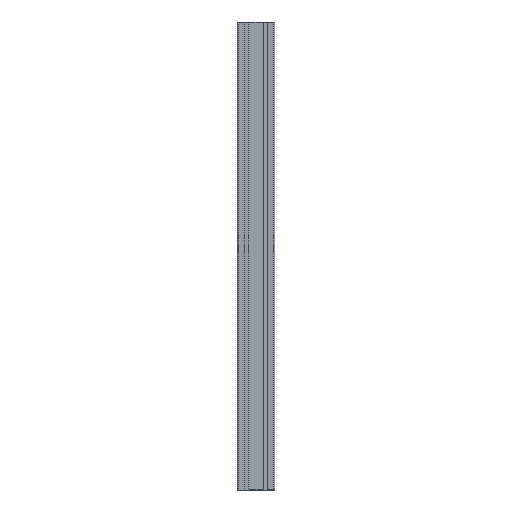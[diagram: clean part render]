
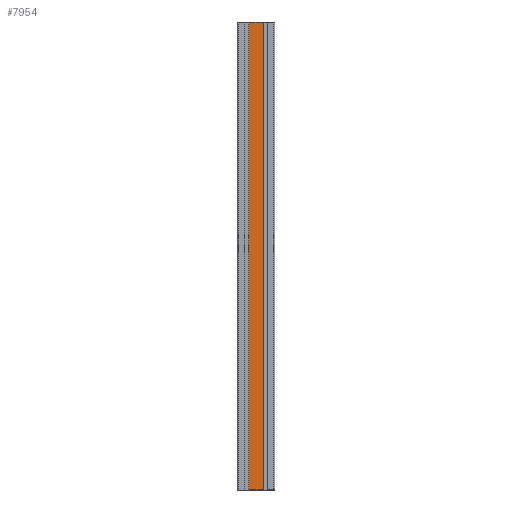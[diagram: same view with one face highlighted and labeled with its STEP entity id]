
A CAD part, front view. The second image highlights one B-rep face of the part: STEP entity #7954.
In plain terms, the highlighted planar face has unit normal (0, -1, 0).
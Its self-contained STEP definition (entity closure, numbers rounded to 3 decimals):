
#4120=ORIENTED_EDGE('',*,*,#5761,.T.);
#4121=ORIENTED_EDGE('',*,*,#5762,.F.);
#4122=ORIENTED_EDGE('',*,*,#5758,.F.);
#4123=ORIENTED_EDGE('',*,*,#5763,.T.);
#4788=VECTOR('',#6580,1.);
#4791=VECTOR('',#6585,1.);
#4792=VECTOR('',#6586,1.);
#4793=VECTOR('',#6587,1.);
#5144=LINE('',#7308,#4788);
#5147=LINE('',#7314,#4791);
#5148=LINE('',#7315,#4792);
#5149=LINE('',#7316,#4793);
#5432=VERTEX_POINT('',#7306);
#5433=VERTEX_POINT('',#7307);
#5434=VERTEX_POINT('',#7312);
#5435=VERTEX_POINT('',#7313);
#5758=EDGE_CURVE('',#5432,#5433,#5144,.T.);
#5761=EDGE_CURVE('',#5434,#5435,#5147,.T.);
#5762=EDGE_CURVE('',#5433,#5435,#5148,.T.);
#5763=EDGE_CURVE('',#5432,#5434,#5149,.T.);
#5984=EDGE_LOOP('',(#4120,#4121,#4122,#4123));
#6128=FACE_BOUND('',#5984,.T.);
#6580=DIRECTION('',(-1000.,0.,0.));
#6583=DIRECTION('',(0.,-1.,0.));
#6584=DIRECTION('',(-1.,0.,0.));
#6585=DIRECTION('',(-1000.,0.,0.));
#6586=DIRECTION('',(0.,0.,31.8));
#6587=DIRECTION('',(0.,0.,31.8));
#7306=CARTESIAN_POINT('',(1000.,-20.,-15.9));
#7307=CARTESIAN_POINT('',(0.,-20.,-15.9));
#7308=CARTESIAN_POINT('',(1000.,-20.,-15.9));
#7311=CARTESIAN_POINT('',(1000.,-20.,15.9));
#7312=CARTESIAN_POINT('',(1000.,-20.,15.9));
#7313=CARTESIAN_POINT('',(0.,-20.,15.9));
#7314=CARTESIAN_POINT('',(1000.,-20.,15.9));
#7315=CARTESIAN_POINT('',(0.,-20.,-15.9));
#7316=CARTESIAN_POINT('',(1000.,-20.,-15.9));
#7692=AXIS2_PLACEMENT_3D('',#7311,#6583,#6584);
#7833=PLANE('',#7692);
#7954=ADVANCED_FACE('',(#6128),#7833,.T.);
